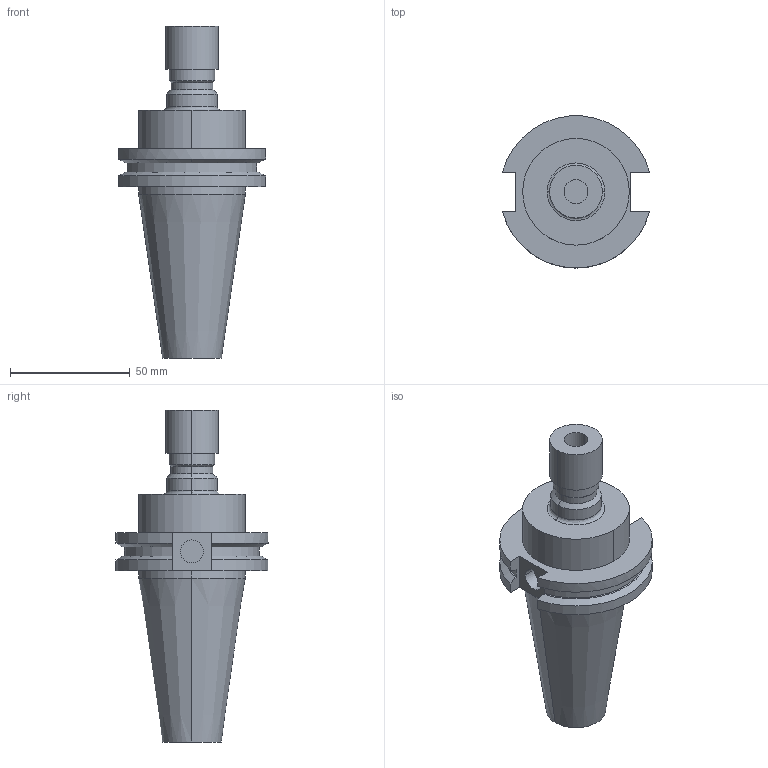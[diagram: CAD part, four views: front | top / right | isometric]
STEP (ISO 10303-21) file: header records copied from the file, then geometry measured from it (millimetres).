
FILE_DESCRIPTION (( 'STEP AP203' ), '1' );
FILE_NAME ('STP-22356.STEP', '2017-01-23T01:35:53', ( '' ), ( '' ), 'SwSTEP 2.0', 'SolidWorks 2015', '' );
FILE_SCHEMA (( 'CONFIG_CONTROL_DESIGN' ));
Length unit declared in the file: millimetre
Products named in the file (1): STP-22356
Bounding box: 61.35 x 63.38 x 138.35 mm (x, y, z)
Volume: 140599.8 mm3; surface area: 24418.4 mm2
Topology: 1 solids, 1 shells, 63 faces, 145 edges, 91 vertices
Faces by surface type: cylinder 28, plane 20, cone 13, bspline 2
Entity records: 1884 total; most frequent: CARTESIAN_POINT 364, DIRECTION 319, ORIENTED_EDGE 286, EDGE_CURVE 143, AXIS2_PLACEMENT_3D 126, VERTEX_POINT 91, EDGE_LOOP 72, LINE 67
